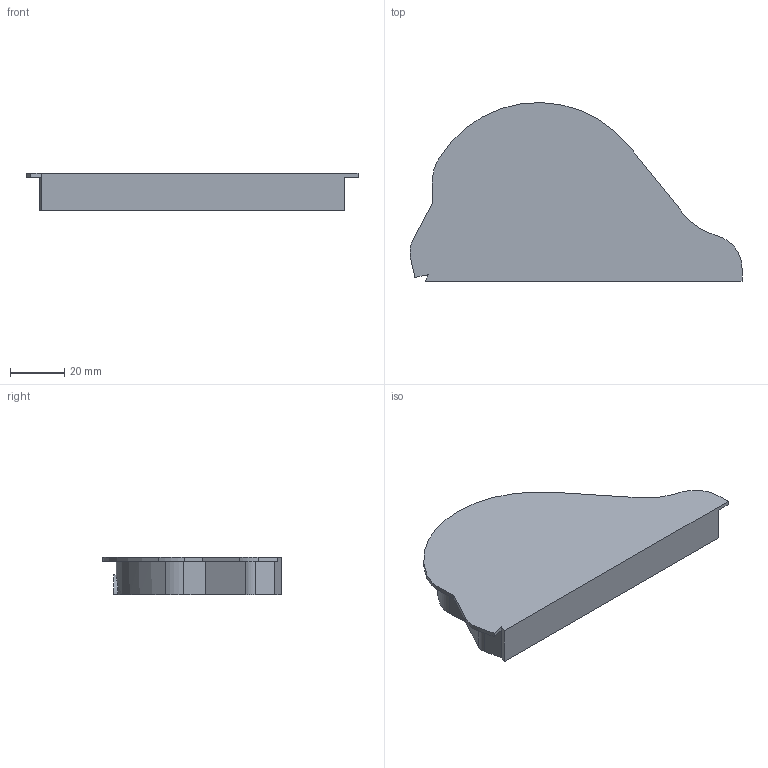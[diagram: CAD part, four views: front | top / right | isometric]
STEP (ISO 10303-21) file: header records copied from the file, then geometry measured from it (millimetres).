
FILE_DESCRIPTION (( 'STEP AP214' ), '1' );
FILE_NAME ('Stroemungsgebiet_Symmetrisch_2.STEP', '2022-10-28T09:51:00', ( '' ), ( '' ), 'SwSTEP 2.0', 'SolidWorks 2021', '' );
FILE_SCHEMA (( 'AUTOMOTIVE_DESIGN' ));
Length unit declared in the file: millimetre
Products named in the file (1): Stroemungsgebiet_Symmetrisch_2
Bounding box: 122.7 x 66.09 x 14 mm (x, y, z)
Volume: 67314.9 mm3; surface area: 15515.3 mm2
Topology: 1 solids, 1 shells, 29 faces, 80 edges, 53 vertices
Faces by surface type: plane 17, cylinder 12
Entity records: 1004 total; most frequent: CARTESIAN_POINT 208, DIRECTION 161, ORIENTED_EDGE 160, EDGE_CURVE 80, LINE 55, VECTOR 55, AXIS2_PLACEMENT_3D 53, VERTEX_POINT 53
